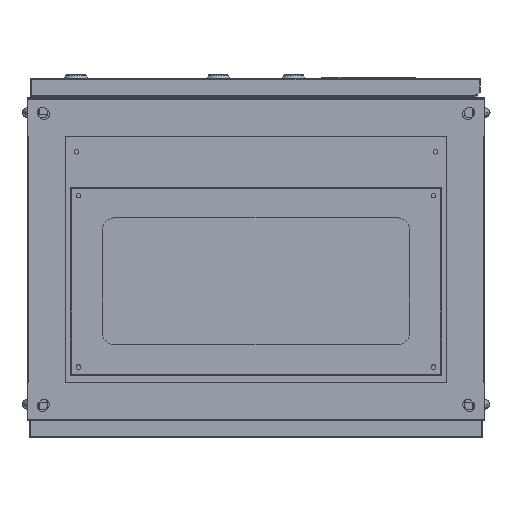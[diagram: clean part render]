
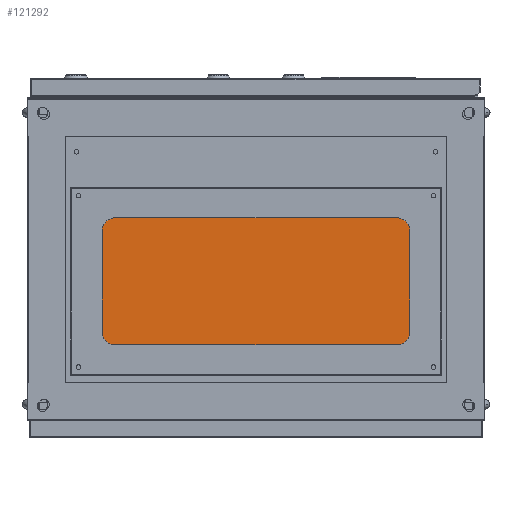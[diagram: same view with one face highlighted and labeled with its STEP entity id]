
A CAD part, front view. The second image highlights one B-rep face of the part: STEP entity #121292.
In plain terms, the highlighted planar face has unit normal (0, -1, 0).
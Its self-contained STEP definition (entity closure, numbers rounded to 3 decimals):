
#2572 = ORIENTED_EDGE ( 'NONE', *, *, #4161, .T. ) ;
#4161 = EDGE_CURVE ( 'NONE', #35602, #13512, #91017, .T. ) ;
#4379 = VERTEX_POINT ( 'NONE', #28144 ) ;
#4388 = DIRECTION ( 'NONE',  ( 0., 0., 1. ) ) ;
#4622 = VERTEX_POINT ( 'NONE', #72046 ) ;
#5553 = EDGE_CURVE ( 'NONE', #53427, #33012, #111766, .T. ) ;
#6519 = CARTESIAN_POINT ( 'NONE',  ( -233., 9., -139.5 ) ) ;
#8034 = EDGE_CURVE ( 'NONE', #120992, #4379, #33948, .T. ) ;
#8075 = VERTEX_POINT ( 'NONE', #98351 ) ;
#8184 = CARTESIAN_POINT ( 'NONE',  ( -233., 9., 82.5 ) ) ;
#8777 = CIRCLE ( 'NONE', #117624, 3. ) ;
#9385 = ORIENTED_EDGE ( 'NONE', *, *, #55869, .T. ) ;
#9674 = CARTESIAN_POINT ( 'NONE',  ( -242.5, 9., -153. ) ) ;
#11734 = CARTESIAN_POINT ( 'NONE',  ( -243.5, 9., 92. ) ) ;
#13512 = VERTEX_POINT ( 'NONE', #23998 ) ;
#16242 = VECTOR ( 'NONE', #112808, 1000. ) ;
#18764 = VERTEX_POINT ( 'NONE', #94076 ) ;
#19858 = CARTESIAN_POINT ( 'NONE',  ( 233., 9., -145.5 ) ) ;
#21294 = CARTESIAN_POINT ( 'NONE',  ( 0., 9., 0. ) ) ;
#22132 = DIRECTION ( 'NONE',  ( 0., 1., 0. ) ) ;
#22520 = AXIS2_PLACEMENT_3D ( 'NONE', #58142, #22132, #105842 ) ;
#23998 = CARTESIAN_POINT ( 'NONE',  ( 233., 9., -139.5 ) ) ;
#25097 = LINE ( 'NONE', #36903, #16242 ) ;
#28144 = CARTESIAN_POINT ( 'NONE',  ( -233., 9., 79.5 ) ) ;
#28439 = ORIENTED_EDGE ( 'NONE', *, *, #108164, .T. ) ;
#28615 = VECTOR ( 'NONE', #48561, 1000. ) ;
#29490 = DIRECTION ( 'NONE',  ( 0., 1., 0. ) ) ;
#30279 = VERTEX_POINT ( 'NONE', #57794 ) ;
#30290 = AXIS2_PLACEMENT_3D ( 'NONE', #43545, #43150, #101219 ) ;
#30776 = DIRECTION ( 'NONE',  ( 0., 0., 1. ) ) ;
#31448 = CARTESIAN_POINT ( 'NONE',  ( -242.5, 9., 92. ) ) ;
#33012 = VERTEX_POINT ( 'NONE', #84320 ) ;
#33948 = CIRCLE ( 'NONE', #92155, 3. ) ;
#35602 = VERTEX_POINT ( 'NONE', #19858 ) ;
#36277 = CARTESIAN_POINT ( 'NONE',  ( -233., 9., -142.5 ) ) ;
#36903 = CARTESIAN_POINT ( 'NONE',  ( -243.5, 9., -152. ) ) ;
#37304 = CIRCLE ( 'NONE', #82413, 3. ) ;
#38380 = EDGE_CURVE ( 'NONE', #4622, #8075, #91021, .T. ) ;
#38641 = DIRECTION ( 'NONE',  ( 0., 0., 1. ) ) ;
#41962 = LINE ( 'NONE', #46165, #116105 ) ;
#42372 = FACE_BOUND ( 'NONE', #75467, .T. ) ;
#43150 = DIRECTION ( 'NONE',  ( 0., 1., 0. ) ) ;
#43545 = CARTESIAN_POINT ( 'NONE',  ( 233., 9., 82.5 ) ) ;
#44441 = EDGE_LOOP ( 'NONE', ( #2572, #28439 ) ) ;
#46165 = CARTESIAN_POINT ( 'NONE',  ( 242.5, 9., -153. ) ) ;
#47660 = CIRCLE ( 'NONE', #119500, 3. ) ;
#47810 = DIRECTION ( 'NONE',  ( 0., 0., -1. ) ) ;
#48030 = EDGE_CURVE ( 'NONE', #89526, #53427, #97622, .T. ) ;
#48312 = FACE_OUTER_BOUND ( 'NONE', #122563, .T. ) ;
#48499 = CARTESIAN_POINT ( 'NONE',  ( 233., 9., -142.5 ) ) ;
#48561 = DIRECTION ( 'NONE',  ( 1., 0., 0. ) ) ;
#48571 = PLANE ( 'NONE',  #101322 ) ;
#50267 = VECTOR ( 'NONE', #30776, 1000. ) ;
#50388 = EDGE_CURVE ( 'NONE', #33012, #18764, #41962, .T. ) ;
#53209 = ORIENTED_EDGE ( 'NONE', *, *, #84538, .T. ) ;
#53427 = VERTEX_POINT ( 'NONE', #31448 ) ;
#55687 = CIRCLE ( 'NONE', #22520, 3. ) ;
#55869 = EDGE_CURVE ( 'NONE', #30279, #68305, #37304, .T. ) ;
#57794 = CARTESIAN_POINT ( 'NONE',  ( -233., 9., -145.5 ) ) ;
#58142 = CARTESIAN_POINT ( 'NONE',  ( 233., 9., 82.5 ) ) ;
#59812 = DIRECTION ( 'NONE',  ( 0., 0., 1. ) ) ;
#61440 = DIRECTION ( 'NONE',  ( 0., 1., 0. ) ) ;
#63224 = FACE_BOUND ( 'NONE', #72691, .T. ) ;
#65344 = ORIENTED_EDGE ( 'NONE', *, *, #5553, .F. ) ;
#65656 = AXIS2_PLACEMENT_3D ( 'NONE', #48499, #29490, #94585 ) ;
#67263 = DIRECTION ( 'NONE',  ( 0., 1., 0. ) ) ;
#67303 = EDGE_CURVE ( 'NONE', #18764, #89526, #25097, .T. ) ;
#68305 = VERTEX_POINT ( 'NONE', #6519 ) ;
#69488 = EDGE_CURVE ( 'NONE', #8075, #4622, #55687, .T. ) ;
#72046 = CARTESIAN_POINT ( 'NONE',  ( 233., 9., 79.5 ) ) ;
#72691 = EDGE_LOOP ( 'NONE', ( #9385, #53209 ) ) ;
#74105 = ORIENTED_EDGE ( 'NONE', *, *, #69488, .T. ) ;
#75056 = CARTESIAN_POINT ( 'NONE',  ( -233., 9., -142.5 ) ) ;
#75467 = EDGE_LOOP ( 'NONE', ( #81612, #80315 ) ) ;
#75723 = DIRECTION ( 'NONE',  ( 0., 1., 0. ) ) ;
#80315 = ORIENTED_EDGE ( 'NONE', *, *, #8034, .T. ) ;
#81612 = ORIENTED_EDGE ( 'NONE', *, *, #102335, .T. ) ;
#82413 = AXIS2_PLACEMENT_3D ( 'NONE', #36277, #110544, #91868 ) ;
#84320 = CARTESIAN_POINT ( 'NONE',  ( 242.5, 9., 92. ) ) ;
#84538 = EDGE_CURVE ( 'NONE', #68305, #30279, #115246, .T. ) ;
#86018 = ORIENTED_EDGE ( 'NONE', *, *, #38380, .T. ) ;
#89526 = VERTEX_POINT ( 'NONE', #100910 ) ;
#90125 = CARTESIAN_POINT ( 'NONE',  ( 233., 9., -142.5 ) ) ;
#91017 = CIRCLE ( 'NONE', #65656, 3. ) ;
#91021 = CIRCLE ( 'NONE', #30290, 3. ) ;
#91868 = DIRECTION ( 'NONE',  ( 0., 0., 1. ) ) ;
#92155 = AXIS2_PLACEMENT_3D ( 'NONE', #116618, #61440, #59812 ) ;
#94076 = CARTESIAN_POINT ( 'NONE',  ( 242.5, 9., -152. ) ) ;
#94107 = DIRECTION ( 'NONE',  ( 0., 1., 0. ) ) ;
#94585 = DIRECTION ( 'NONE',  ( 0., 0., 1. ) ) ;
#97185 = ORIENTED_EDGE ( 'NONE', *, *, #48030, .F. ) ;
#97622 = LINE ( 'NONE', #9674, #50267 ) ;
#98351 = CARTESIAN_POINT ( 'NONE',  ( 233., 9., 85.5 ) ) ;
#98415 = DIRECTION ( 'NONE',  ( 0., 1., 0. ) ) ;
#100910 = CARTESIAN_POINT ( 'NONE',  ( -242.5, 9., -152. ) ) ;
#101219 = DIRECTION ( 'NONE',  ( 0., 0., 1. ) ) ;
#101322 = AXIS2_PLACEMENT_3D ( 'NONE', #21294, #67263, #38641 ) ;
#102335 = EDGE_CURVE ( 'NONE', #4379, #120992, #47660, .T. ) ;
#103658 = AXIS2_PLACEMENT_3D ( 'NONE', #75056, #94107, #121936 ) ;
#104751 = FACE_BOUND ( 'NONE', #105342, .T. ) ;
#105342 = EDGE_LOOP ( 'NONE', ( #86018, #74105 ) ) ;
#105842 = DIRECTION ( 'NONE',  ( 0., 0., 1. ) ) ;
#108164 = EDGE_CURVE ( 'NONE', #13512, #35602, #8777, .T. ) ;
#110544 = DIRECTION ( 'NONE',  ( 0., 1., 0. ) ) ;
#110863 = CARTESIAN_POINT ( 'NONE',  ( -233., 9., 85.5 ) ) ;
#111766 = LINE ( 'NONE', #11734, #28615 ) ;
#112122 = FACE_BOUND ( 'NONE', #44441, .T. ) ;
#112808 = DIRECTION ( 'NONE',  ( -1., 0., 0. ) ) ;
#115246 = CIRCLE ( 'NONE', #103658, 3. ) ;
#116105 = VECTOR ( 'NONE', #47810, 1000. ) ;
#116618 = CARTESIAN_POINT ( 'NONE',  ( -233., 9., 82.5 ) ) ;
#117624 = AXIS2_PLACEMENT_3D ( 'NONE', #90125, #98415, #4388 ) ;
#118280 = ORIENTED_EDGE ( 'NONE', *, *, #50388, .F. ) ;
#119500 = AXIS2_PLACEMENT_3D ( 'NONE', #8184, #75723, #121761 ) ;
#120992 = VERTEX_POINT ( 'NONE', #110863 ) ;
#121292 = ADVANCED_FACE ( 'NONE', ( #42372, #112122, #48312, #63224, #104751 ), #48571, .F. ) ;
#121547 = ORIENTED_EDGE ( 'NONE', *, *, #67303, .F. ) ;
#121761 = DIRECTION ( 'NONE',  ( 0., 0., 1. ) ) ;
#121936 = DIRECTION ( 'NONE',  ( 0., 0., 1. ) ) ;
#122563 = EDGE_LOOP ( 'NONE', ( #97185, #121547, #118280, #65344 ) ) ;
